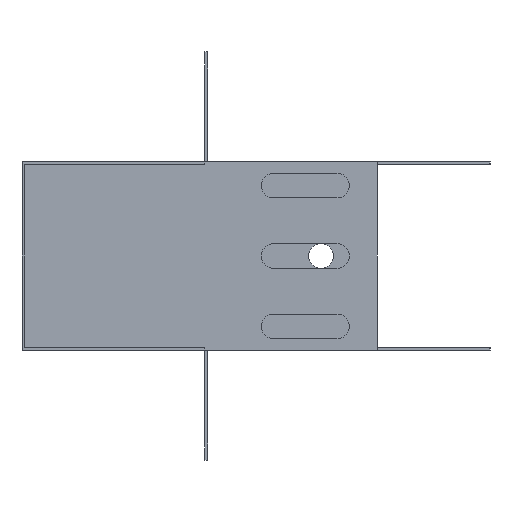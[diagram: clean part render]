
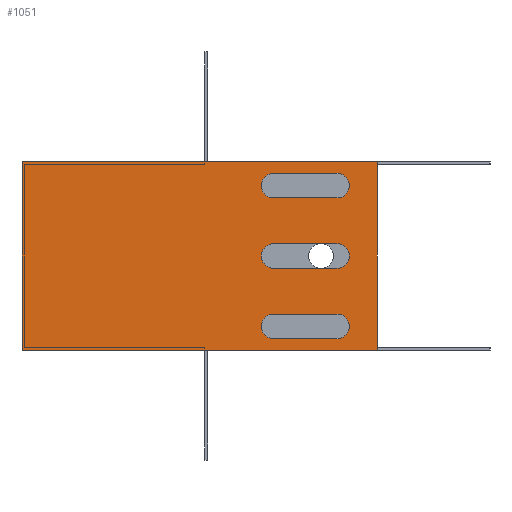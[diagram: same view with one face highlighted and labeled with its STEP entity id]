
A CAD part, left-side view. The second image highlights one B-rep face of the part: STEP entity #1051.
In plain terms, the highlighted planar face has unit normal (-1, 0, 0).
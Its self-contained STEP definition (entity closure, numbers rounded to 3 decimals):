
#45 = DIRECTION ( 'NONE',  ( 0., 0., -1. ) ) ;
#47 = CARTESIAN_POINT ( 'NONE',  ( 0., 0., 53.6 ) ) ;
#49 = DIRECTION ( 'NONE',  ( 0., 1., 0. ) ) ;
#50 = CARTESIAN_POINT ( 'NONE',  ( 0., 0., 0. ) ) ;
#52 = DIRECTION ( 'NONE',  ( 0., 0., 1. ) ) ;
#53 = DIRECTION ( 'NONE',  ( -1., 0., 0. ) ) ;
#55 = CARTESIAN_POINT ( 'NONE',  ( 0., 11.5, 26.8 ) ) ;
#65 = DIRECTION ( 'NONE',  ( 0., 0., 1. ) ) ;
#67 = DIRECTION ( 'NONE',  ( -1., 0., 0. ) ) ;
#68 = CARTESIAN_POINT ( 'NONE',  ( 0., 29.5, 26.8 ) ) ;
#71 = CARTESIAN_POINT ( 'NONE',  ( 0., 29.5, 30.3 ) ) ;
#72 = CARTESIAN_POINT ( 'NONE',  ( 0., 29.5, 23.3 ) ) ;
#74 = DIRECTION ( 'NONE',  ( 0., -1., 0. ) ) ;
#76 = DIRECTION ( 'NONE',  ( 0., 0., 1. ) ) ;
#77 = DIRECTION ( 'NONE',  ( -1., 0., 0. ) ) ;
#78 = CARTESIAN_POINT ( 'NONE',  ( 0., 11.5, 6.8 ) ) ;
#81 = DIRECTION ( 'NONE',  ( 0., 1., 0. ) ) ;
#85 = DIRECTION ( 'NONE',  ( 0., 0., 1. ) ) ;
#86 = DIRECTION ( 'NONE',  ( -1., 0., 0. ) ) ;
#88 = CARTESIAN_POINT ( 'NONE',  ( 0., 29.5, 6.8 ) ) ;
#89 = DIRECTION ( 'NONE',  ( 0., -1., 0. ) ) ;
#90 = CARTESIAN_POINT ( 'NONE',  ( 0., 29.5, 3.3 ) ) ;
#95 = CARTESIAN_POINT ( 'NONE',  ( 0., 29.5, 10.3 ) ) ;
#102 = DIRECTION ( 'NONE',  ( 0., 1., 0. ) ) ;
#103 = DIRECTION ( 'NONE',  ( 0., 0., 1. ) ) ;
#104 = DIRECTION ( 'NONE',  ( -1., 0., 0. ) ) ;
#105 = CARTESIAN_POINT ( 'NONE',  ( 0., 11.5, 46.8 ) ) ;
#107 = DIRECTION ( 'NONE',  ( 0., -1., 0. ) ) ;
#108 = CARTESIAN_POINT ( 'NONE',  ( 0., 29.5, 43.3 ) ) ;
#110 = DIRECTION ( 'NONE',  ( 0., 1., 0. ) ) ;
#116 = DIRECTION ( 'NONE',  ( 0., 0., 1. ) ) ;
#117 = DIRECTION ( 'NONE',  ( -1., 0., 0. ) ) ;
#119 = CARTESIAN_POINT ( 'NONE',  ( 0., 29.5, 46.8 ) ) ;
#120 = CARTESIAN_POINT ( 'NONE',  ( 0., 29.5, 50.3 ) ) ;
#126 = DIRECTION ( 'NONE',  ( 0., 0., -1. ) ) ;
#128 = CARTESIAN_POINT ( 'NONE',  ( 0., 101., 53.6 ) ) ;
#276 = AXIS2_PLACEMENT_3D ( 'NONE', #1651, #1656, #1647 ) ;
#297 = AXIS2_PLACEMENT_3D ( 'NONE', #55, #53, #52 ) ;
#299 = AXIS2_PLACEMENT_3D ( 'NONE', #68, #67, #65 ) ;
#300 = AXIS2_PLACEMENT_3D ( 'NONE', #78, #77, #76 ) ;
#301 = AXIS2_PLACEMENT_3D ( 'NONE', #88, #86, #85 ) ;
#304 = AXIS2_PLACEMENT_3D ( 'NONE', #105, #104, #103 ) ;
#306 = AXIS2_PLACEMENT_3D ( 'NONE', #119, #117, #116 ) ;
#325 = EDGE_CURVE ( 'NONE', #1237, #1267, #1184, .T. ) ;
#494 = LINE ( 'NONE', #128, #495 ) ;
#495 = VECTOR ( 'NONE', #126, 1000. ) ;
#496 = CIRCLE ( 'NONE', #306, 3.5 ) ;
#499 = CIRCLE ( 'NONE', #304, 3.5 ) ;
#500 = LINE ( 'NONE', #120, #502 ) ;
#501 = LINE ( 'NONE', #108, #505 ) ;
#502 = VECTOR ( 'NONE', #110, 1000. ) ;
#505 = VECTOR ( 'NONE', #107, 1000. ) ;
#506 = LINE ( 'NONE', #71, #519 ) ;
#508 = LINE ( 'NONE', #95, #511 ) ;
#509 = CIRCLE ( 'NONE', #301, 3.5 ) ;
#511 = VECTOR ( 'NONE', #102, 1000. ) ;
#512 = CIRCLE ( 'NONE', #300, 3.5 ) ;
#514 = LINE ( 'NONE', #90, #516 ) ;
#515 = CIRCLE ( 'NONE', #299, 3.5 ) ;
#516 = VECTOR ( 'NONE', #89, 1000. ) ;
#519 = VECTOR ( 'NONE', #81, 1000. ) ;
#524 = CIRCLE ( 'NONE', #297, 3.5 ) ;
#526 = LINE ( 'NONE', #72, #528 ) ;
#527 = LINE ( 'NONE', #50, #530 ) ;
#528 = VECTOR ( 'NONE', #74, 1000. ) ;
#529 = LINE ( 'NONE', #47, #532 ) ;
#530 = VECTOR ( 'NONE', #49, 1000. ) ;
#532 = VECTOR ( 'NONE', #45, 1000. ) ;
#639 = EDGE_CURVE ( 'NONE', #1267, #1259, #494, .T. ) ;
#641 = EDGE_CURVE ( 'NONE', #1231, #1261, #496, .T. ) ;
#643 = EDGE_CURVE ( 'NONE', #1248, #1231, #500, .T. ) ;
#644 = EDGE_CURVE ( 'NONE', #1219, #1248, #499, .T. ) ;
#646 = EDGE_CURVE ( 'NONE', #1261, #1219, #501, .T. ) ;
#648 = EDGE_CURVE ( 'NONE', #1210, #1241, #509, .T. ) ;
#649 = EDGE_CURVE ( 'NONE', #1240, #1210, #508, .T. ) ;
#651 = EDGE_CURVE ( 'NONE', #1255, #1240, #512, .T. ) ;
#652 = EDGE_CURVE ( 'NONE', #1241, #1255, #514, .T. ) ;
#653 = EDGE_CURVE ( 'NONE', #1222, #1200, #515, .T. ) ;
#654 = EDGE_CURVE ( 'NONE', #1229, #1222, #506, .T. ) ;
#658 = EDGE_CURVE ( 'NONE', #1212, #1229, #524, .T. ) ;
#659 = EDGE_CURVE ( 'NONE', #1200, #1212, #526, .T. ) ;
#660 = EDGE_CURVE ( 'NONE', #1202, #1259, #527, .T. ) ;
#661 = EDGE_CURVE ( 'NONE', #1237, #1202, #529, .T. ) ;
#919 = ORIENTED_EDGE ( 'NONE', *, *, #661, .F. ) ;
#920 = ORIENTED_EDGE ( 'NONE', *, *, #660, .F. ) ;
#921 = ORIENTED_EDGE ( 'NONE', *, *, #639, .T. ) ;
#922 = ORIENTED_EDGE ( 'NONE', *, *, #325, .T. ) ;
#923 = ORIENTED_EDGE ( 'NONE', *, *, #659, .F. ) ;
#924 = ORIENTED_EDGE ( 'NONE', *, *, #658, .F. ) ;
#925 = ORIENTED_EDGE ( 'NONE', *, *, #654, .F. ) ;
#926 = ORIENTED_EDGE ( 'NONE', *, *, #653, .F. ) ;
#927 = ORIENTED_EDGE ( 'NONE', *, *, #652, .F. ) ;
#928 = ORIENTED_EDGE ( 'NONE', *, *, #651, .F. ) ;
#929 = ORIENTED_EDGE ( 'NONE', *, *, #649, .F. ) ;
#930 = ORIENTED_EDGE ( 'NONE', *, *, #648, .F. ) ;
#931 = ORIENTED_EDGE ( 'NONE', *, *, #646, .F. ) ;
#932 = ORIENTED_EDGE ( 'NONE', *, *, #644, .F. ) ;
#933 = ORIENTED_EDGE ( 'NONE', *, *, #643, .F. ) ;
#934 = ORIENTED_EDGE ( 'NONE', *, *, #641, .F. ) ;
#1051 = ADVANCED_FACE ( 'NONE', ( #1323, #1329, #1325, #1328 ), #1649, .T. ) ;
#1184 = LINE ( 'NONE', #1572, #1189 ) ;
#1189 = VECTOR ( 'NONE', #1565, 1000. ) ;
#1200 = VERTEX_POINT ( 'NONE', #1342 ) ;
#1202 = VERTEX_POINT ( 'NONE', #1360 ) ;
#1210 = VERTEX_POINT ( 'NONE', #1362 ) ;
#1212 = VERTEX_POINT ( 'NONE', #1368 ) ;
#1219 = VERTEX_POINT ( 'NONE', #1379 ) ;
#1222 = VERTEX_POINT ( 'NONE', #1389 ) ;
#1229 = VERTEX_POINT ( 'NONE', #1402 ) ;
#1231 = VERTEX_POINT ( 'NONE', #1346 ) ;
#1237 = VERTEX_POINT ( 'NONE', #1411 ) ;
#1240 = VERTEX_POINT ( 'NONE', #1408 ) ;
#1241 = VERTEX_POINT ( 'NONE', #1407 ) ;
#1248 = VERTEX_POINT ( 'NONE', #1416 ) ;
#1255 = VERTEX_POINT ( 'NONE', #1420 ) ;
#1259 = VERTEX_POINT ( 'NONE', #1395 ) ;
#1261 = VERTEX_POINT ( 'NONE', #1391 ) ;
#1267 = VERTEX_POINT ( 'NONE', #1376 ) ;
#1323 = FACE_BOUND ( 'NONE', #1452, .T. ) ;
#1325 = FACE_BOUND ( 'NONE', #1448, .T. ) ;
#1328 = FACE_OUTER_BOUND ( 'NONE', #1455, .T. ) ;
#1329 = FACE_BOUND ( 'NONE', #1456, .T. ) ;
#1342 = CARTESIAN_POINT ( 'NONE',  ( 0., 29.5, 23.3 ) ) ;
#1346 = CARTESIAN_POINT ( 'NONE',  ( 0., 29.5, 50.3 ) ) ;
#1360 = CARTESIAN_POINT ( 'NONE',  ( 0., 0., 0. ) ) ;
#1362 = CARTESIAN_POINT ( 'NONE',  ( 0., 29.5, 10.3 ) ) ;
#1368 = CARTESIAN_POINT ( 'NONE',  ( 0., 11.5, 23.3 ) ) ;
#1376 = CARTESIAN_POINT ( 'NONE',  ( 0., 101., 53.6 ) ) ;
#1379 = CARTESIAN_POINT ( 'NONE',  ( 0., 11.5, 43.3 ) ) ;
#1389 = CARTESIAN_POINT ( 'NONE',  ( 0., 29.5, 30.3 ) ) ;
#1391 = CARTESIAN_POINT ( 'NONE',  ( 0., 29.5, 43.3 ) ) ;
#1395 = CARTESIAN_POINT ( 'NONE',  ( 0., 101., 0. ) ) ;
#1402 = CARTESIAN_POINT ( 'NONE',  ( 0., 11.5, 30.3 ) ) ;
#1407 = CARTESIAN_POINT ( 'NONE',  ( 0., 29.5, 3.3 ) ) ;
#1408 = CARTESIAN_POINT ( 'NONE',  ( 0., 11.5, 10.3 ) ) ;
#1411 = CARTESIAN_POINT ( 'NONE',  ( 0., 0., 53.6 ) ) ;
#1416 = CARTESIAN_POINT ( 'NONE',  ( 0., 11.5, 50.3 ) ) ;
#1420 = CARTESIAN_POINT ( 'NONE',  ( 0., 11.5, 3.3 ) ) ;
#1448 = EDGE_LOOP ( 'NONE', ( #926, #925, #924, #923 ) ) ;
#1452 = EDGE_LOOP ( 'NONE', ( #934, #933, #932, #931 ) ) ;
#1455 = EDGE_LOOP ( 'NONE', ( #922, #921, #920, #919 ) ) ;
#1456 = EDGE_LOOP ( 'NONE', ( #930, #929, #928, #927 ) ) ;
#1565 = DIRECTION ( 'NONE',  ( 0., 1., 0. ) ) ;
#1572 = CARTESIAN_POINT ( 'NONE',  ( 0., 0., 53.6 ) ) ;
#1647 = DIRECTION ( 'NONE',  ( 0., 0., 1. ) ) ;
#1649 = PLANE ( 'NONE',  #276 ) ;
#1651 = CARTESIAN_POINT ( 'NONE',  ( 0., 0., 53.6 ) ) ;
#1656 = DIRECTION ( 'NONE',  ( -1., 0., 0. ) ) ;
